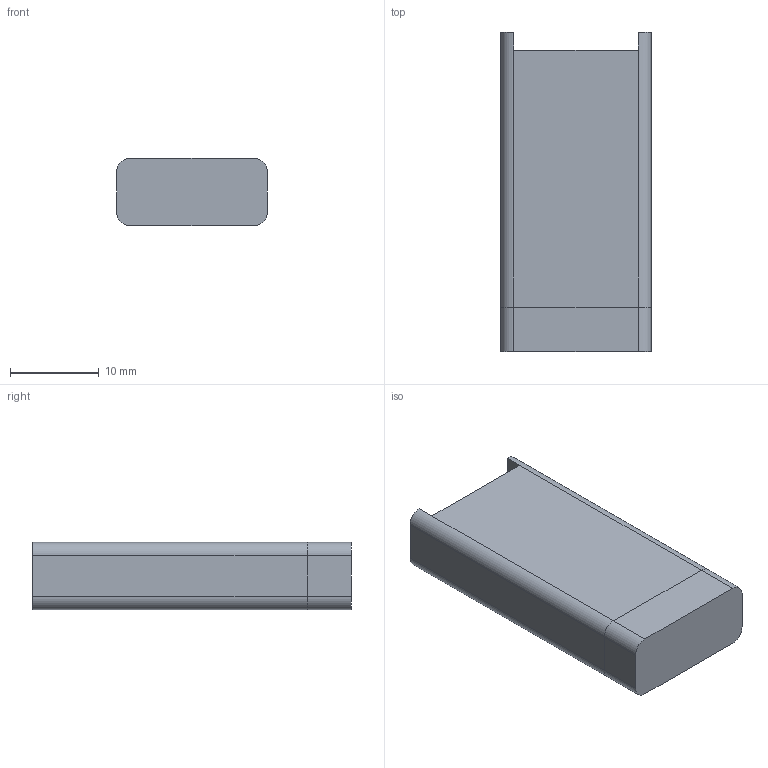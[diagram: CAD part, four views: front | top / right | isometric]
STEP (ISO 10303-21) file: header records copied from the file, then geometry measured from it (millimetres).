
FILE_DESCRIPTION(/* description */ (''),/* implementation_level */ '2;1');
FILE_NAME(/* name */ '400mAh Battery.step',/* time_stamp */ '2018-11-14T10:35:39-05:00',/* author */ ('Adafruit'),/* organization */ (''),/* preprocessor_version */ 'ST-DEVELOPER v17.2',/* originating_system */ 'Autodesk Translation Framework v7.6.0.251',/* authorisation */ '');
FILE_SCHEMA (('AUTOMOTIVE_DESIGN { 1 0 10303 214 3 1 1 }'));
Length unit declared in the file: millimetre
Products named in the file (1): 400mAh Battery
Bounding box: 17 x 36 x 7.6 mm (x, y, z)
Volume: 4368.9 mm3; surface area: 2162 mm2
Topology: 2 solids, 2 shells, 24 faces, 56 edges, 36 vertices
Faces by surface type: plane 16, cylinder 8
Entity records: 730 total; most frequent: DIRECTION 122, CARTESIAN_POINT 117, ORIENTED_EDGE 112, EDGE_CURVE 56, AXIS2_PLACEMENT_3D 41, LINE 40, VECTOR 40, VERTEX_POINT 36
